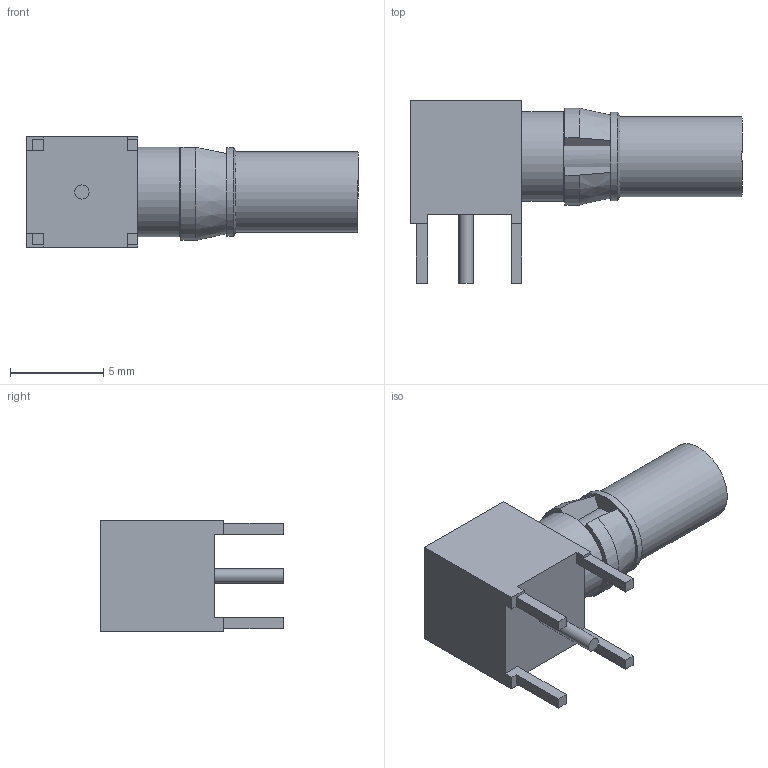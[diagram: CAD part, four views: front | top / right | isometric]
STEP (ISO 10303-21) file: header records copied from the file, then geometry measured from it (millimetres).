
FILE_DESCRIPTION(/* description */ (''),/* implementation_level */ '2;1');
FILE_NAME(/* name */ '100150777ugm000_b.stp',/* time_stamp */ '2013-12-20T09:58:04+01:00',/* author */ (''),/* organization */ (''),/* preprocessor_version */ 'ST-DEVELOPER v15',/* originating_system */ 'SIEMENS PLM Software NX 8.5',/* authorisation */ '');
FILE_SCHEMA (('AUTOMOTIVE_DESIGN { 1 0 10303 214 3 1 1 1 }'));
Length unit declared in the file: millimetre
Products named in the file (1): 100150777ugm000_b
Bounding box: 17.8 x 9.8 x 6 mm (x, y, z)
Volume: 374.2 mm3; surface area: 539 mm2
Topology: 1 solids, 1 shells, 68 faces, 170 edges, 109 vertices
Faces by surface type: plane 44, bspline 12, cylinder 9, cone 3
Full cylindrical faces by diameter (mm): 0.6 x1, 0.76 x1, 0.96 x1, 3 x1, 3.05 x1, 4.3 x1, 4.75 x1, 4.8 x1
Entity records: 2032 total; most frequent: CARTESIAN_POINT 461, ORIENTED_EDGE 316, DIRECTION 296, EDGE_CURVE 158, LINE 110, VECTOR 110, VERTEX_POINT 108, AXIS2_PLACEMENT_3D 93
